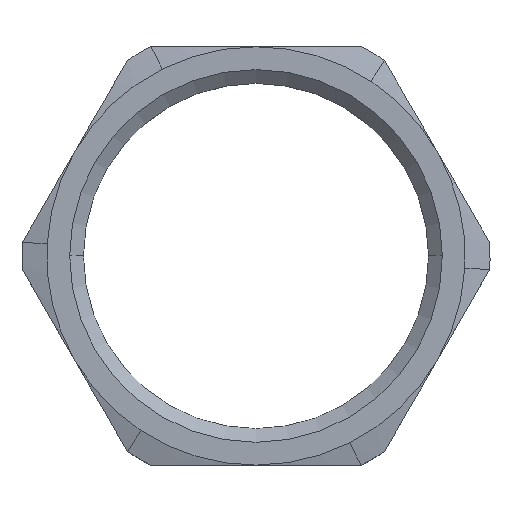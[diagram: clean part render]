
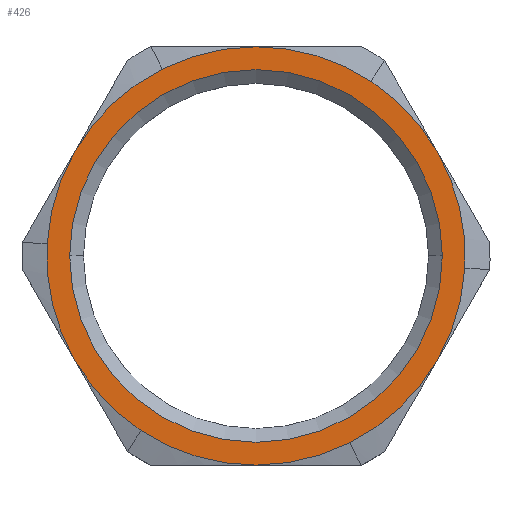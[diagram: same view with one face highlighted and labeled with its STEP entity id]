
A CAD part, top view. The second image highlights one B-rep face of the part: STEP entity #426.
In plain terms, the highlighted planar face has unit normal (0, 0, 1).
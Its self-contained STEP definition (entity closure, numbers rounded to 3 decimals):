
#4 = CIRCLE ( 'NONE', #1215, 10.5 ) ;
#6 = CIRCLE ( 'NONE', #213, 10.5 ) ;
#8 = DIRECTION ( 'NONE',  ( -0.549, -0.836, 0. ) ) ;
#9 = VERTEX_POINT ( 'NONE', #73 ) ;
#25 = DIRECTION ( 'NONE',  ( 0.998, -0.058, 0. ) ) ;
#30 = ORIENTED_EDGE ( 'NONE', *, *, #1403, .F. ) ;
#38 = CARTESIAN_POINT ( 'NONE',  ( 0., 0., 3.5 ) ) ;
#42 = EDGE_CURVE ( 'NONE', #9, #1159, #6, .T. ) ;
#59 = ORIENTED_EDGE ( 'NONE', *, *, #890, .F. ) ;
#60 = AXIS2_PLACEMENT_3D ( 'NONE', #306, #759, #1277 ) ;
#63 = AXIS2_PLACEMENT_3D ( 'NONE', #1386, #612, #1391 ) ;
#64 = EDGE_CURVE ( 'NONE', #1008, #1074, #1450, .T. ) ;
#73 = CARTESIAN_POINT ( 'NONE',  ( 5.77, 8.773, 3.5 ) ) ;
#94 = AXIS2_PLACEMENT_3D ( 'NONE', #38, #741, #403 ) ;
#109 = DIRECTION ( 'NONE',  ( 0., 0., -1. ) ) ;
#123 = ORIENTED_EDGE ( 'NONE', *, *, #379, .F. ) ;
#168 = EDGE_CURVE ( 'NONE', #642, #1239, #1417, .T. ) ;
#188 = AXIS2_PLACEMENT_3D ( 'NONE', #210, #109, #1334 ) ;
#205 = CIRCLE ( 'NONE', #845, 10.5 ) ;
#210 = CARTESIAN_POINT ( 'NONE',  ( 0., 0., 3.5 ) ) ;
#213 = AXIS2_PLACEMENT_3D ( 'NONE', #330, #1106, #680 ) ;
#228 = CARTESIAN_POINT ( 'NONE',  ( -9.093, 5.25, 3.5 ) ) ;
#234 = DIRECTION ( 'NONE',  ( 0., 0., -1. ) ) ;
#235 = DIRECTION ( 'NONE',  ( -0.998, 0.058, 0. ) ) ;
#247 = DIRECTION ( 'NONE',  ( 0., 0., -1. ) ) ;
#283 = CIRCLE ( 'NONE', #1100, 10.5 ) ;
#299 = EDGE_CURVE ( 'NONE', #651, #1111, #945, .T. ) ;
#306 = CARTESIAN_POINT ( 'NONE',  ( 0., 0., 3.5 ) ) ;
#330 = CARTESIAN_POINT ( 'NONE',  ( 0., 0., 3.5 ) ) ;
#346 = CARTESIAN_POINT ( 'NONE',  ( 0., 0., 3.5 ) ) ;
#349 = CIRCLE ( 'NONE', #63, 10.5 ) ;
#354 = CARTESIAN_POINT ( 'NONE',  ( 10.482, -0.61, 3.5 ) ) ;
#359 = DIRECTION ( 'NONE',  ( 0., 0., -1. ) ) ;
#361 = ORIENTED_EDGE ( 'NONE', *, *, #168, .F. ) ;
#373 = AXIS2_PLACEMENT_3D ( 'NONE', #1399, #487, #25 ) ;
#379 = EDGE_CURVE ( 'NONE', #452, #1021, #205, .T. ) ;
#391 = CARTESIAN_POINT ( 'NONE',  ( 0., 0., 3.5 ) ) ;
#393 = EDGE_CURVE ( 'NONE', #514, #9, #1075, .T. ) ;
#398 = DIRECTION ( 'NONE',  ( 0., 0., 1. ) ) ;
#403 = DIRECTION ( 'NONE',  ( -1., 0., 0. ) ) ;
#410 = ORIENTED_EDGE ( 'NONE', *, *, #393, .F. ) ;
#412 = FACE_BOUND ( 'NONE', #639, .T. ) ;
#426 = ADVANCED_FACE ( 'NONE', ( #412, #513 ), #950, .T. ) ;
#452 = VERTEX_POINT ( 'NONE', #228 ) ;
#482 = DIRECTION ( 'NONE',  ( -0.998, 0.058, 0. ) ) ;
#485 = DIRECTION ( 'NONE',  ( -0.549, -0.836, 0. ) ) ;
#487 = DIRECTION ( 'NONE',  ( 0., 0., -1. ) ) ;
#513 = FACE_OUTER_BOUND ( 'NONE', #1448, .T. ) ;
#514 = VERTEX_POINT ( 'NONE', #1096 ) ;
#526 = DIRECTION ( 'NONE',  ( 0., 0., -1. ) ) ;
#528 = VERTEX_POINT ( 'NONE', #1124 ) ;
#536 = ORIENTED_EDGE ( 'NONE', *, *, #985, .F. ) ;
#591 = DIRECTION ( 'NONE',  ( 0., 0., -1. ) ) ;
#601 = DIRECTION ( 'NONE',  ( 0., 0., -1. ) ) ;
#612 = DIRECTION ( 'NONE',  ( 0., 0., -1. ) ) ;
#623 = CARTESIAN_POINT ( 'NONE',  ( 9.093, -5.25, 3.5 ) ) ;
#639 = EDGE_LOOP ( 'NONE', ( #30, #536 ) ) ;
#642 = VERTEX_POINT ( 'NONE', #354 ) ;
#651 = VERTEX_POINT ( 'NONE', #1027 ) ;
#658 = EDGE_CURVE ( 'NONE', #1074, #651, #826, .T. ) ;
#665 = AXIS2_PLACEMENT_3D ( 'NONE', #346, #234, #485 ) ;
#669 = CARTESIAN_POINT ( 'NONE',  ( -10.482, 0.61, 3.5 ) ) ;
#673 = AXIS2_PLACEMENT_3D ( 'NONE', #968, #591, #235 ) ;
#677 = ORIENTED_EDGE ( 'NONE', *, *, #1050, .F. ) ;
#680 = DIRECTION ( 'NONE',  ( 0.549, 0.836, 0. ) ) ;
#710 = EDGE_CURVE ( 'NONE', #1239, #1008, #349, .T. ) ;
#741 = DIRECTION ( 'NONE',  ( 0., 0., 1. ) ) ;
#759 = DIRECTION ( 'NONE',  ( 0., 0., -1. ) ) ;
#773 = AXIS2_PLACEMENT_3D ( 'NONE', #1393, #398, #847 ) ;
#802 = EDGE_CURVE ( 'NONE', #1021, #514, #283, .T. ) ;
#803 = DIRECTION ( 'NONE',  ( -0.449, 0.894, 0. ) ) ;
#822 = CIRCLE ( 'NONE', #373, 10.5 ) ;
#826 = CIRCLE ( 'NONE', #665, 10.5 ) ;
#845 = AXIS2_PLACEMENT_3D ( 'NONE', #391, #526, #868 ) ;
#847 = DIRECTION ( 'NONE',  ( 1., 0., 0. ) ) ;
#858 = CARTESIAN_POINT ( 'NONE',  ( -4.713, 9.383, 3.5 ) ) ;
#868 = DIRECTION ( 'NONE',  ( -0.449, 0.894, 0. ) ) ;
#881 = CARTESIAN_POINT ( 'NONE',  ( -9.093, -5.25, 3.5 ) ) ;
#890 = EDGE_CURVE ( 'NONE', #1175, #452, #4, .T. ) ;
#899 = VERTEX_POINT ( 'NONE', #953 ) ;
#904 = AXIS2_PLACEMENT_3D ( 'NONE', #1264, #247, #8 ) ;
#941 = CIRCLE ( 'NONE', #673, 10.5 ) ;
#945 = CIRCLE ( 'NONE', #904, 10.5 ) ;
#950 = PLANE ( 'NONE',  #773 ) ;
#953 = CARTESIAN_POINT ( 'NONE',  ( -9.355, 0., 3.5 ) ) ;
#962 = CARTESIAN_POINT ( 'NONE',  ( 4.713, -9.383, 3.5 ) ) ;
#968 = CARTESIAN_POINT ( 'NONE',  ( 0., 0., 3.5 ) ) ;
#978 = DIRECTION ( 'NONE',  ( 0., 0., 1. ) ) ;
#985 = EDGE_CURVE ( 'NONE', #528, #899, #1362, .T. ) ;
#1008 = VERTEX_POINT ( 'NONE', #962 ) ;
#1021 = VERTEX_POINT ( 'NONE', #858 ) ;
#1027 = CARTESIAN_POINT ( 'NONE',  ( -5.77, -8.773, 3.5 ) ) ;
#1050 = EDGE_CURVE ( 'NONE', #1111, #1175, #941, .T. ) ;
#1053 = AXIS2_PLACEMENT_3D ( 'NONE', #1207, #978, #1418 ) ;
#1074 = VERTEX_POINT ( 'NONE', #1107 ) ;
#1075 = CIRCLE ( 'NONE', #60, 10.5 ) ;
#1096 = CARTESIAN_POINT ( 'NONE',  ( 0., 10.5, 3.5 ) ) ;
#1100 = AXIS2_PLACEMENT_3D ( 'NONE', #1458, #1382, #803 ) ;
#1106 = DIRECTION ( 'NONE',  ( 0., 0., -1. ) ) ;
#1107 = CARTESIAN_POINT ( 'NONE',  ( 0., -10.5, 3.5 ) ) ;
#1109 = ORIENTED_EDGE ( 'NONE', *, *, #802, .F. ) ;
#1111 = VERTEX_POINT ( 'NONE', #881 ) ;
#1120 = CIRCLE ( 'NONE', #1053, 9.355 ) ;
#1124 = CARTESIAN_POINT ( 'NONE',  ( 9.355, 0., 3.5 ) ) ;
#1132 = CARTESIAN_POINT ( 'NONE',  ( 0., 0., 3.5 ) ) ;
#1133 = AXIS2_PLACEMENT_3D ( 'NONE', #1132, #601, #1271 ) ;
#1140 = ORIENTED_EDGE ( 'NONE', *, *, #299, .F. ) ;
#1159 = VERTEX_POINT ( 'NONE', #1365 ) ;
#1175 = VERTEX_POINT ( 'NONE', #669 ) ;
#1191 = ORIENTED_EDGE ( 'NONE', *, *, #658, .F. ) ;
#1207 = CARTESIAN_POINT ( 'NONE',  ( 0., 0., 3.5 ) ) ;
#1215 = AXIS2_PLACEMENT_3D ( 'NONE', #1360, #359, #482 ) ;
#1220 = ORIENTED_EDGE ( 'NONE', *, *, #710, .F. ) ;
#1239 = VERTEX_POINT ( 'NONE', #623 ) ;
#1264 = CARTESIAN_POINT ( 'NONE',  ( 0., 0., 3.5 ) ) ;
#1271 = DIRECTION ( 'NONE',  ( 0.998, -0.058, 0. ) ) ;
#1277 = DIRECTION ( 'NONE',  ( 0.549, 0.836, 0. ) ) ;
#1304 = EDGE_CURVE ( 'NONE', #1159, #642, #822, .T. ) ;
#1334 = DIRECTION ( 'NONE',  ( 0.449, -0.894, 0. ) ) ;
#1357 = ORIENTED_EDGE ( 'NONE', *, *, #1304, .F. ) ;
#1360 = CARTESIAN_POINT ( 'NONE',  ( 0., 0., 3.5 ) ) ;
#1362 = CIRCLE ( 'NONE', #94, 9.355 ) ;
#1365 = CARTESIAN_POINT ( 'NONE',  ( 9.093, 5.25, 3.5 ) ) ;
#1382 = DIRECTION ( 'NONE',  ( 0., 0., -1. ) ) ;
#1386 = CARTESIAN_POINT ( 'NONE',  ( 0., 0., 3.5 ) ) ;
#1391 = DIRECTION ( 'NONE',  ( 0.449, -0.894, 0. ) ) ;
#1393 = CARTESIAN_POINT ( 'NONE',  ( 0., 0., 3.5 ) ) ;
#1397 = ORIENTED_EDGE ( 'NONE', *, *, #64, .F. ) ;
#1399 = CARTESIAN_POINT ( 'NONE',  ( 0., 0., 3.5 ) ) ;
#1403 = EDGE_CURVE ( 'NONE', #899, #528, #1120, .T. ) ;
#1417 = CIRCLE ( 'NONE', #1133, 10.5 ) ;
#1418 = DIRECTION ( 'NONE',  ( -1., 0., 0. ) ) ;
#1448 = EDGE_LOOP ( 'NONE', ( #1220, #361, #1357, #1459, #410, #1109, #123, #59, #677, #1140, #1191, #1397 ) ) ;
#1450 = CIRCLE ( 'NONE', #188, 10.5 ) ;
#1458 = CARTESIAN_POINT ( 'NONE',  ( 0., 0., 3.5 ) ) ;
#1459 = ORIENTED_EDGE ( 'NONE', *, *, #42, .F. ) ;
